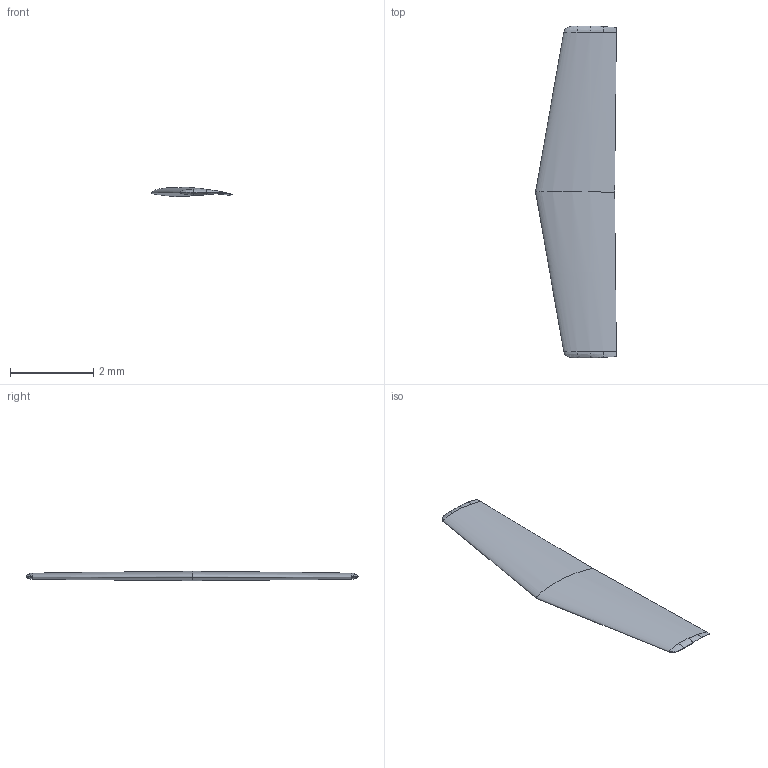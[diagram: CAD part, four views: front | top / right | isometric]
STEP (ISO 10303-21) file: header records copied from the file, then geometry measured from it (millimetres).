
FILE_DESCRIPTION(('Open CASCADE Model'),'2;1');
FILE_NAME('Open CASCADE Shape Model','2019-01-28T11:03:34',('Author'),( 'Open CASCADE'),'Open CASCADE STEP processor 7.3','Open CASCADE 7.3' ,'Unknown');
FILE_SCHEMA(('AUTOMOTIVE_DESIGN { 1 0 10303 214 1 1 1 1 }'));
Length unit declared in the file: millimetre
Products named in the file (1): Open CASCADE STEP translator 7.3 1
Bounding box: 1.95 x 8 x 0.22 mm (x, y, z)
Volume: 1.2 mm3; surface area: 25.7 mm2
Topology: 1 solids, 1 shells, 26 faces, 58 edges, 34 vertices
Faces by surface type: bspline 26
Entity records: 5314 total; most frequent: CARTESIAN_POINT 4407, ORIENTED_EDGE 116, PCURVE 116, DEFINITIONAL_REPRESENTATION 116, B_SPLINE_CURVE_WITH_KNOTS 82, DIRECTION 76, LINE 74, VECTOR 74
